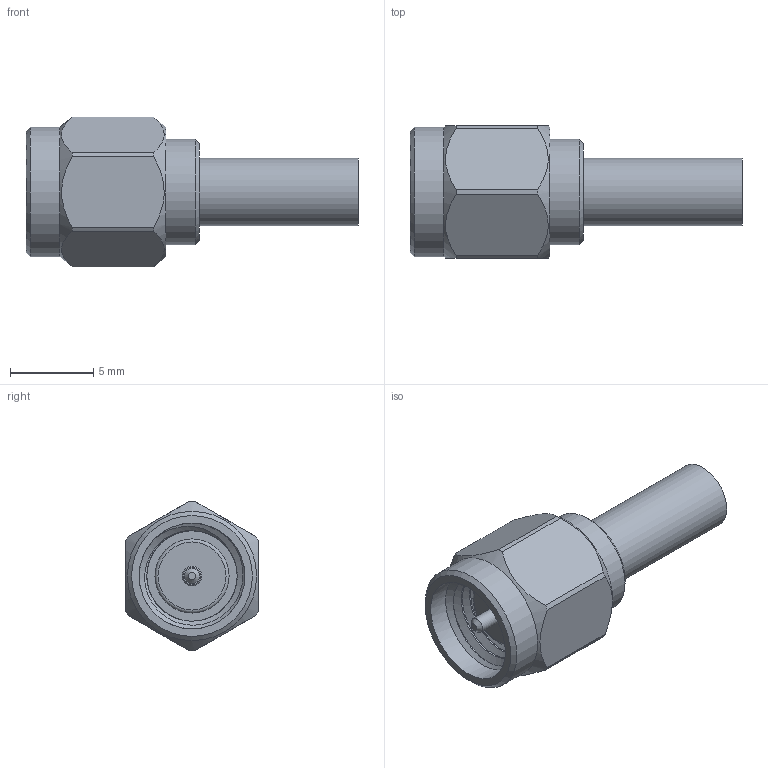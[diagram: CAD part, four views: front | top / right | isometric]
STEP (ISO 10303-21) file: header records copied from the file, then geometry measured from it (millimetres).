
FILE_DESCRIPTION (( 'STEP AP203' ), '1' );
FILE_NAME ('PE45145_3D.step', '2021-04-20T15:59:42', ( '' ), ( '' ), 'SwSTEP 2.0', 'SolidWorks 2020', '' );
FILE_SCHEMA (( 'CONFIG_CONTROL_DESIGN' ));
Length unit declared in the file: inch
Products named in the file (1): PE45145_3D
Bounding box: 19.94 x 7.94 x 8.99 mm (x, y, z)
Volume: 467 mm3; surface area: 899.9 mm2
Topology: 3 solids, 3 shells, 154 faces, 405 edges, 268 vertices
Faces by surface type: plane 83, cylinder 58, cone 9, bspline 3, torus 1
Full cylindrical faces by diameter (mm): 0.508 x1, 0.904 x1, 0.94 x1, 1.194 x4, 1.448 x1, 1.702 x1, 2.692 x1, 3.2 x1, 4.064 x1, 4.445 x1, 6.35 x7, 7.762 x1
Entity records: 5466 total; most frequent: CARTESIAN_POINT 1828, DIRECTION 734, ORIENTED_EDGE 712, EDGE_CURVE 356, AXIS2_PLACEMENT_3D 256, VERTEX_POINT 250, LINE 222, VECTOR 222
